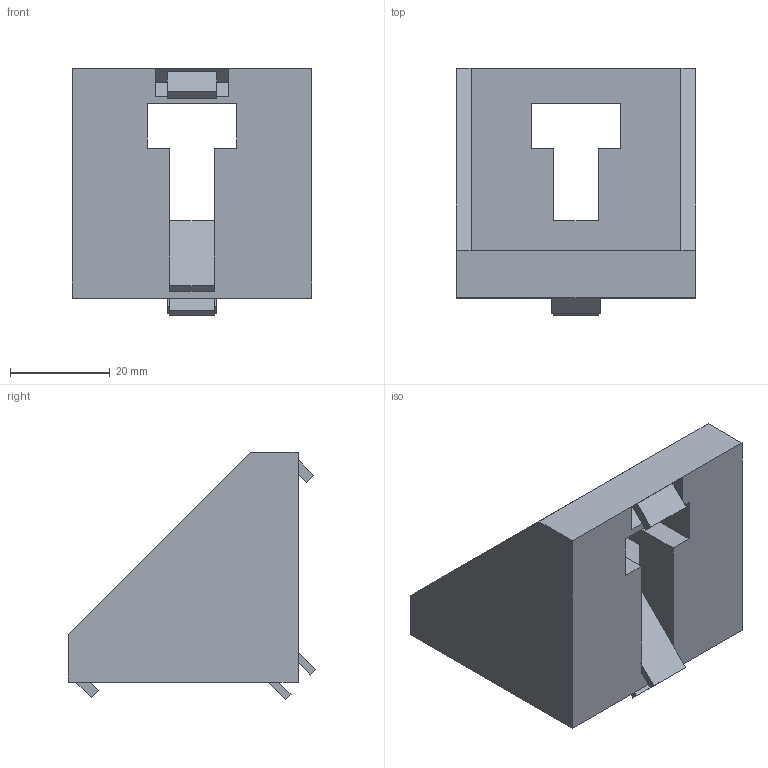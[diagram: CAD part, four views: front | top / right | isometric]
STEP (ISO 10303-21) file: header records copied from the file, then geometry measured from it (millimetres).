
FILE_DESCRIPTION (( 'STEP AP214' ), '1' );
FILE_NAME ('B838 Óãëîâîé àëþìèíèåâûé ñîåäèíèòåëü 50õ50_D, ïàç 10.STEP', '2025-07-16T14:04:38', ( '' ), ( '' ), 'SwSTEP 2.0', 'SolidWorks 2025', '' );
FILE_SCHEMA (( 'AUTOMOTIVE_DESIGN' ));
Length unit declared in the file: millimetre
Products named in the file (1): B838 Угловой алюминиевый соединитель 50х50_D, паз 10
Bounding box: 48 x 49.54 x 49.54 mm (x, y, z)
Volume: 35349.4 mm3; surface area: 13954.2 mm2
Topology: 1 solids, 1 shells, 54 faces, 142 edges, 92 vertices
Faces by surface type: plane 54
Entity records: 1653 total; most frequent: CARTESIAN_POINT 289, ORIENTED_EDGE 284, DIRECTION 252, VECTOR 142, EDGE_CURVE 142, LINE 142, VERTEX_POINT 92, EDGE_LOOP 60
